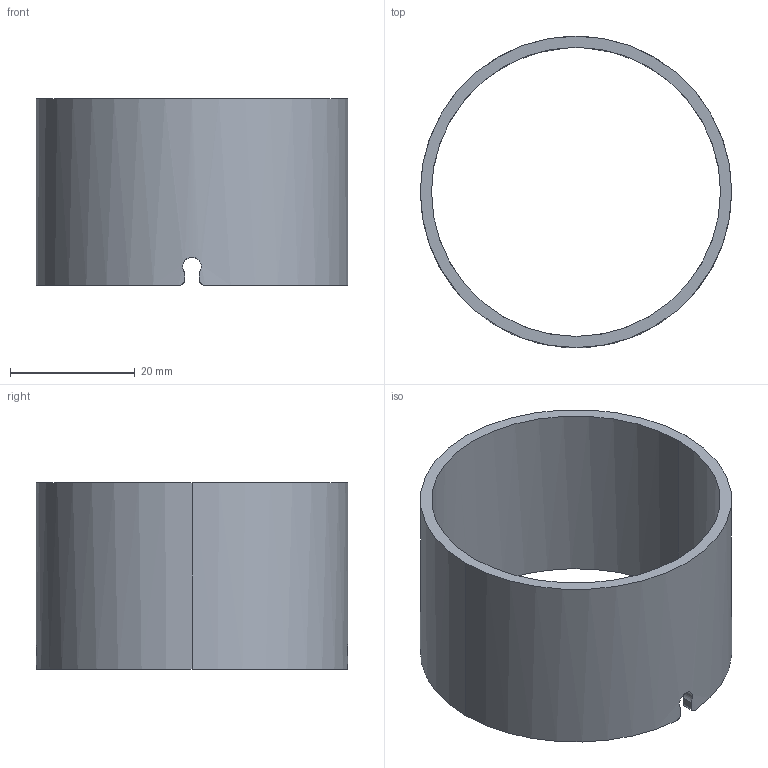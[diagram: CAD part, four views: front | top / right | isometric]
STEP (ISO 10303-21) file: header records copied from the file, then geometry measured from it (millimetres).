
FILE_DESCRIPTION (( 'STEP AP203' ), '1' );
FILE_NAME ('瑞耋.ST', '2026-01-10T03:33:29', ( '' ), ( '' ), 'SwSTEP 2.0', 'SolidWorks 2025', '' );
FILE_SCHEMA (( 'CONFIG_CONTROL_DESIGN' ));
Length unit declared in the file: millimetre
Products named in the file (1): 风道
Bounding box: 50 x 50 x 30 mm (x, y, z)
Volume: 8136.1 mm3; surface area: 9613.1 mm2
Topology: 1 solids, 1 shells, 19 faces, 54 edges, 36 vertices
Faces by surface type: cylinder 12, plane 7
Entity records: 851 total; most frequent: CARTESIAN_POINT 294, ORIENTED_EDGE 108, DIRECTION 90, EDGE_CURVE 54, VERTEX_POINT 36, AXIS2_PLACEMENT_3D 32, LINE 26, VECTOR 26
